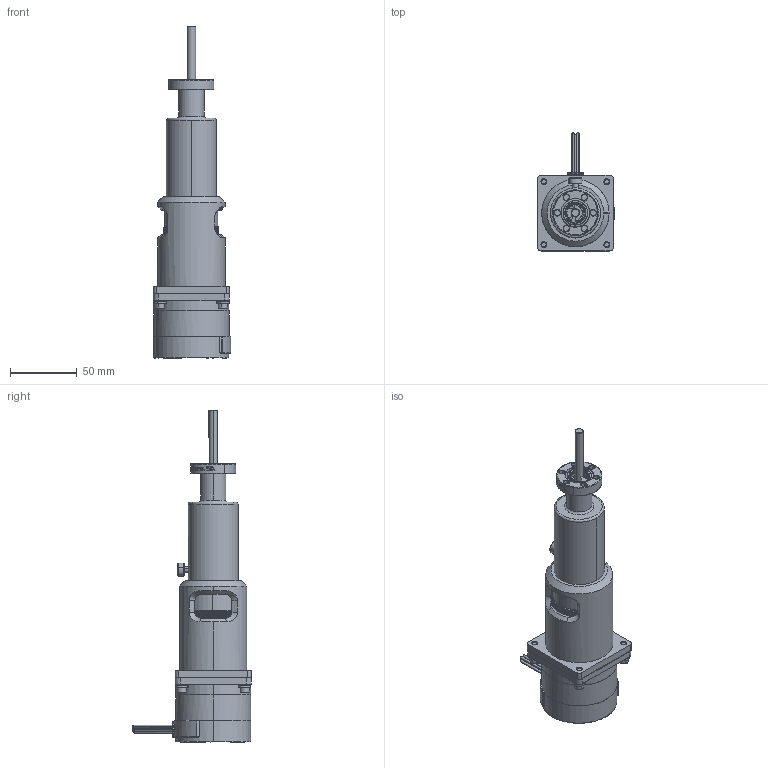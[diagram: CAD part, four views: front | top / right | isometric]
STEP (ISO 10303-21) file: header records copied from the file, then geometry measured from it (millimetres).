
FILE_DESCRIPTION (( 'STEP AP203' ), '1' );
FILE_NAME ('102100.11.stp', '2015-06-04T19:46:51', ( '' ), ( '' ), 'SwSTEP 2.0', 'SolidWorks 2012', '' );
FILE_SCHEMA (( 'CONFIG_CONTROL_DESIGN' ));
Length unit declared in the file: centimetre
Products named in the file (1): 102100.11
Bounding box: 57.81 x 88.72 x 248.72 mm (x, y, z)
Volume: 347620.6 mm3; surface area: 46088.8 mm2
Topology: 1 solids, 1 shells, 1136 faces, 3052 edges, 1990 vertices
Faces by surface type: plane 479, cylinder 314, bspline 253, cone 90
Entity records: 42847 total; most frequent: CARTESIAN_POINT 17094, ORIENTED_EDGE 6076, DIRECTION 4167, EDGE_CURVE 3038, VERTEX_POINT 1989, AXIS2_PLACEMENT_3D 1473, EDGE_LOOP 1237, LINE 1221
